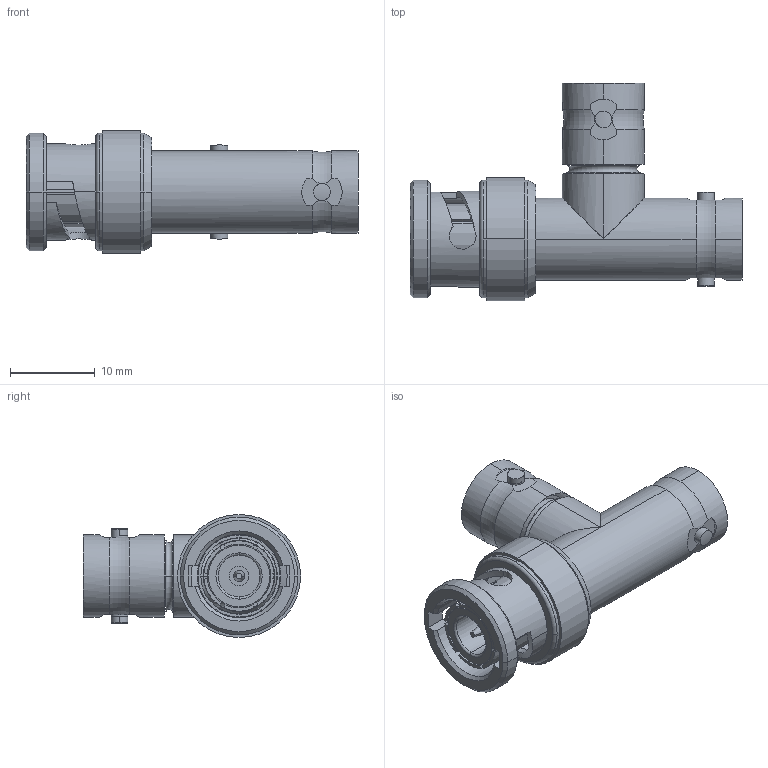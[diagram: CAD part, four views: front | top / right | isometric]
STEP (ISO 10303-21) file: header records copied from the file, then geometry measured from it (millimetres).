
FILE_DESCRIPTION((''),'2;1');
FILE_NAME('21900','2015-04-10T',('Rajagopal'),(''),'PRO/ENGINEER BY PARAMETRIC TECHNOLOGY CORPORATION, 2014440','PRO/ENGINEER BY PARAMETRIC TECHNOLOGY CORPORATION, 2014440','');
FILE_SCHEMA(('CONFIG_CONTROL_DESIGN'));
Length unit declared in the file: millimetre
Products named in the file (1): 21900
Bounding box: 39.07 x 25.55 x 14.48 mm (x, y, z)
Surface area: 4309.2 mm2 (no closed solid volume)
Topology: 0 solids, 19 shells, 154 faces, 512 edges, 360 vertices
Faces by surface type: cylinder 56, plane 44, cone 38, torus 12, bspline 4
Entity records: 6511 total; most frequent: CARTESIAN_POINT 2090, DIRECTION 933, ORIENTED_EDGE 840, EDGE_CURVE 512, AXIS2_PLACEMENT_3D 380, VERTEX_POINT 360, CIRCLE 230, EDGE_LOOP 175
